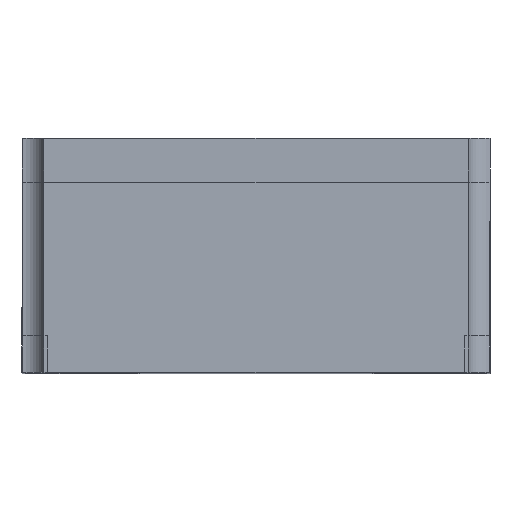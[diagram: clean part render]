
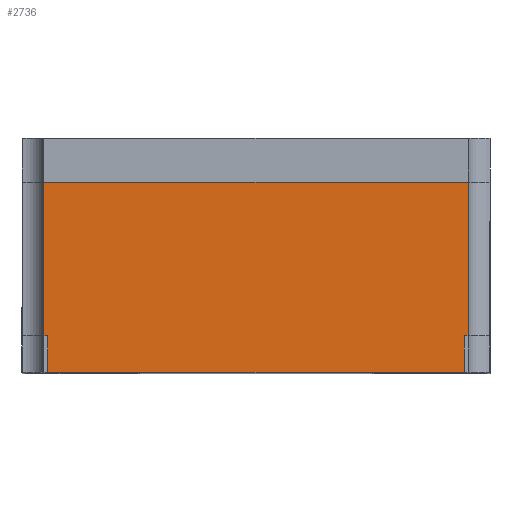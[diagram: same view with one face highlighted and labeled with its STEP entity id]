
A CAD part, top view. The second image highlights one B-rep face of the part: STEP entity #2736.
In plain terms, the highlighted planar face has unit normal (0, 0, 1).
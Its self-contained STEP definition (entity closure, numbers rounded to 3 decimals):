
#110 = VECTOR ( 'NONE', #1806, 1000. ) ;
#131 = FACE_OUTER_BOUND ( 'NONE', #202, .T. ) ;
#200 = ORIENTED_EDGE ( 'NONE', *, *, #1422, .F. ) ;
#202 = EDGE_LOOP ( 'NONE', ( #2024, #894, #200, #968, #2457, #1820, #536, #389 ) ) ;
#207 = CARTESIAN_POINT ( 'NONE',  ( 1.45, 0.25, 2.5 ) ) ;
#213 = VECTOR ( 'NONE', #792, 1000. ) ;
#389 = ORIENTED_EDGE ( 'NONE', *, *, #595, .T. ) ;
#453 = CARTESIAN_POINT ( 'NONE',  ( -1.45, 0.25, 2.5 ) ) ;
#464 = CARTESIAN_POINT ( 'NONE',  ( 1.45, 1.3, 2.5 ) ) ;
#492 = LINE ( 'NONE', #2401, #2930 ) ;
#536 = ORIENTED_EDGE ( 'NONE', *, *, #2086, .F. ) ;
#595 = EDGE_CURVE ( 'NONE', #2259, #2985, #1371, .T. ) ;
#598 = CARTESIAN_POINT ( 'NONE',  ( -1.45, 0.25, 2.5 ) ) ;
#603 = VECTOR ( 'NONE', #823, 1000. ) ;
#792 = DIRECTION ( 'NONE',  ( 1., 0., 0. ) ) ;
#823 = DIRECTION ( 'NONE',  ( 0., -1., 0. ) ) ;
#831 = EDGE_CURVE ( 'NONE', #1600, #3032, #1122, .T. ) ;
#894 = ORIENTED_EDGE ( 'NONE', *, *, #1139, .F. ) ;
#941 = LINE ( 'NONE', #1085, #603 ) ;
#948 = VECTOR ( 'NONE', #2142, 1000. ) ;
#968 = ORIENTED_EDGE ( 'NONE', *, *, #2076, .F. ) ;
#993 = CARTESIAN_POINT ( 'NONE',  ( -1.45, 1.3, 2.5 ) ) ;
#1008 = CARTESIAN_POINT ( 'NONE',  ( 1.425, 0., 2.5 ) ) ;
#1029 = VERTEX_POINT ( 'NONE', #2576 ) ;
#1085 = CARTESIAN_POINT ( 'NONE',  ( 1.45, 1.6, 2.5 ) ) ;
#1108 = LINE ( 'NONE', #1525, #213 ) ;
#1122 = LINE ( 'NONE', #2275, #110 ) ;
#1139 = EDGE_CURVE ( 'NONE', #2116, #2382, #492, .T. ) ;
#1330 = CARTESIAN_POINT ( 'NONE',  ( -1.45, 1.6, 2.5 ) ) ;
#1371 = LINE ( 'NONE', #2145, #1770 ) ;
#1422 = EDGE_CURVE ( 'NONE', #1029, #2116, #2320, .T. ) ;
#1525 = CARTESIAN_POINT ( 'NONE',  ( 0., 0., 2.5 ) ) ;
#1575 = DIRECTION ( 'NONE',  ( -1., 0., 0. ) ) ;
#1600 = VERTEX_POINT ( 'NONE', #993 ) ;
#1770 = VECTOR ( 'NONE', #2854, 1000. ) ;
#1806 = DIRECTION ( 'NONE',  ( 1., 0., 0. ) ) ;
#1820 = ORIENTED_EDGE ( 'NONE', *, *, #2688, .T. ) ;
#1898 = PLANE ( 'NONE',  #2262 ) ;
#2024 = ORIENTED_EDGE ( 'NONE', *, *, #2043, .T. ) ;
#2043 = EDGE_CURVE ( 'NONE', #2985, #2382, #1108, .T. ) ;
#2076 = EDGE_CURVE ( 'NONE', #3032, #1029, #941, .T. ) ;
#2078 = VECTOR ( 'NONE', #1575, 1000. ) ;
#2086 = EDGE_CURVE ( 'NONE', #2259, #3028, #2613, .T. ) ;
#2116 = VERTEX_POINT ( 'NONE', #2815 ) ;
#2142 = DIRECTION ( 'NONE',  ( -1., 0., 0. ) ) ;
#2145 = CARTESIAN_POINT ( 'NONE',  ( -1.425, 0.25, 2.5 ) ) ;
#2146 = DIRECTION ( 'NONE',  ( 0., 0., -1. ) ) ;
#2259 = VERTEX_POINT ( 'NONE', #2336 ) ;
#2262 = AXIS2_PLACEMENT_3D ( 'NONE', #2635, #2146, #2596 ) ;
#2275 = CARTESIAN_POINT ( 'NONE',  ( -1.45, 1.3, 2.5 ) ) ;
#2313 = CARTESIAN_POINT ( 'NONE',  ( -1.425, 0., 2.5 ) ) ;
#2320 = LINE ( 'NONE', #207, #948 ) ;
#2336 = CARTESIAN_POINT ( 'NONE',  ( -1.425, 0.25, 2.5 ) ) ;
#2382 = VERTEX_POINT ( 'NONE', #1008 ) ;
#2401 = CARTESIAN_POINT ( 'NONE',  ( 1.425, 0.25, 2.5 ) ) ;
#2457 = ORIENTED_EDGE ( 'NONE', *, *, #831, .F. ) ;
#2576 = CARTESIAN_POINT ( 'NONE',  ( 1.45, 0.25, 2.5 ) ) ;
#2596 = DIRECTION ( 'NONE',  ( -1., 0., 0. ) ) ;
#2606 = VECTOR ( 'NONE', #3040, 1000. ) ;
#2613 = LINE ( 'NONE', #598, #2078 ) ;
#2635 = CARTESIAN_POINT ( 'NONE',  ( 0., 1.6, 2.5 ) ) ;
#2688 = EDGE_CURVE ( 'NONE', #1600, #3028, #2842, .T. ) ;
#2736 = ADVANCED_FACE ( 'NONE', ( #131 ), #1898, .F. ) ;
#2815 = CARTESIAN_POINT ( 'NONE',  ( 1.425, 0.25, 2.5 ) ) ;
#2842 = LINE ( 'NONE', #1330, #2606 ) ;
#2854 = DIRECTION ( 'NONE',  ( 0., -1., 0. ) ) ;
#2930 = VECTOR ( 'NONE', #3139, 1000. ) ;
#2985 = VERTEX_POINT ( 'NONE', #2313 ) ;
#3028 = VERTEX_POINT ( 'NONE', #453 ) ;
#3032 = VERTEX_POINT ( 'NONE', #464 ) ;
#3040 = DIRECTION ( 'NONE',  ( 0., -1., 0. ) ) ;
#3139 = DIRECTION ( 'NONE',  ( 0., -1., 0. ) ) ;
